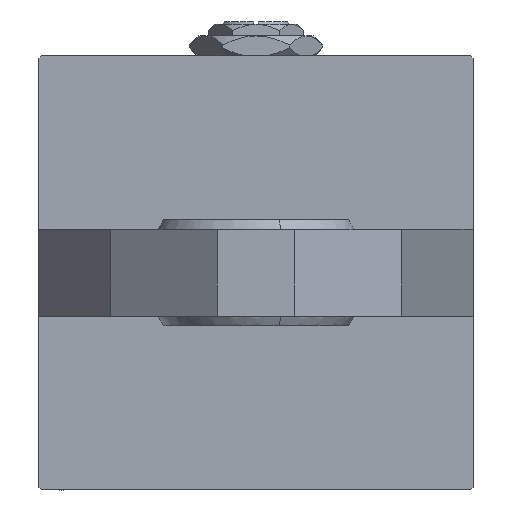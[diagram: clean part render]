
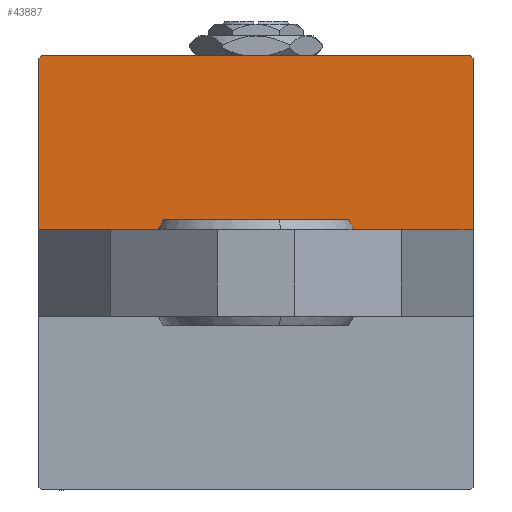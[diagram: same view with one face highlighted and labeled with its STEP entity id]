
A CAD part, left-side view. The second image highlights one B-rep face of the part: STEP entity #43887.
In plain terms, the highlighted planar face has unit normal (-1, 0, 0).
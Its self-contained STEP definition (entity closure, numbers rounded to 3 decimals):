
#2419 = DIRECTION ( 'NONE',  ( 0., 0.707, -0.707 ) ) ;
#2825 = EDGE_CURVE ( 'NONE', #15852, #38721, #49935, .T. ) ;
#5243 = CARTESIAN_POINT ( 'NONE',  ( 0., 45., 45. ) ) ;
#7522 = CARTESIAN_POINT ( 'NONE',  ( 0., 9., 45. ) ) ;
#8575 = EDGE_LOOP ( 'NONE', ( #15866, #46213, #17753, #27862, #22667, #36453 ) ) ;
#9790 = CARTESIAN_POINT ( 'NONE',  ( 0., 44.75, 44.75 ) ) ;
#10141 = EDGE_CURVE ( 'NONE', #51490, #31798, #47138, .T. ) ;
#10552 = LINE ( 'NONE', #18668, #47281 ) ;
#12476 = CARTESIAN_POINT ( 'NONE',  ( 0., 45., 45. ) ) ;
#12636 = DIRECTION ( 'NONE',  ( -1., 0., 0. ) ) ;
#15852 = VERTEX_POINT ( 'NONE', #47872 ) ;
#15866 = ORIENTED_EDGE ( 'NONE', *, *, #10141, .F. ) ;
#16430 = CARTESIAN_POINT ( 'NONE',  ( 0., 9., -45. ) ) ;
#16684 = CARTESIAN_POINT ( 'NONE',  ( 0., 44.75, -44.75 ) ) ;
#17753 = ORIENTED_EDGE ( 'NONE', *, *, #2825, .T. ) ;
#18668 = CARTESIAN_POINT ( 'NONE',  ( 0., 45., -45. ) ) ;
#19085 = VECTOR ( 'NONE', #2419, 1000. ) ;
#20473 = EDGE_CURVE ( 'NONE', #15852, #51490, #24776, .T. ) ;
#20840 = DIRECTION ( 'NONE',  ( 0., -1., 0. ) ) ;
#20990 = CARTESIAN_POINT ( 'NONE',  ( 0., 44.5, -45. ) ) ;
#22667 = ORIENTED_EDGE ( 'NONE', *, *, #30831, .T. ) ;
#23001 = DIRECTION ( 'NONE',  ( 0., 0., -1. ) ) ;
#23649 = VECTOR ( 'NONE', #20840, 1000. ) ;
#24552 = DIRECTION ( 'NONE',  ( 0., -0.707, -0.707 ) ) ;
#24776 = LINE ( 'NONE', #12476, #23649 ) ;
#25699 = DIRECTION ( 'NONE',  ( 0., 0., -1. ) ) ;
#25774 = EDGE_CURVE ( 'NONE', #34509, #31798, #10552, .T. ) ;
#26070 = VECTOR ( 'NONE', #23001, 1000. ) ;
#27421 = CARTESIAN_POINT ( 'NONE',  ( 0., 9., 45. ) ) ;
#27862 = ORIENTED_EDGE ( 'NONE', *, *, #39621, .T. ) ;
#28020 = AXIS2_PLACEMENT_3D ( 'NONE', #28863, #12636, #44638 ) ;
#28863 = CARTESIAN_POINT ( 'NONE',  ( 0., 0., 0. ) ) ;
#29366 = CARTESIAN_POINT ( 'NONE',  ( 0., 45., 44.5 ) ) ;
#30831 = EDGE_CURVE ( 'NONE', #45577, #34509, #41548, .T. ) ;
#31798 = VERTEX_POINT ( 'NONE', #16430 ) ;
#32820 = FACE_OUTER_BOUND ( 'NONE', #8575, .T. ) ;
#34509 = VERTEX_POINT ( 'NONE', #20990 ) ;
#36453 = ORIENTED_EDGE ( 'NONE', *, *, #25774, .T. ) ;
#38721 = VERTEX_POINT ( 'NONE', #29366 ) ;
#39621 = EDGE_CURVE ( 'NONE', #38721, #45577, #41726, .T. ) ;
#41548 = LINE ( 'NONE', #16684, #43319 ) ;
#41726 = LINE ( 'NONE', #5243, #50215 ) ;
#43319 = VECTOR ( 'NONE', #24552, 1000. ) ;
#43887 = ADVANCED_FACE ( 'NONE', ( #32820 ), #48572, .T. ) ;
#44638 = DIRECTION ( 'NONE',  ( 0., 0., 1. ) ) ;
#45577 = VERTEX_POINT ( 'NONE', #49533 ) ;
#46213 = ORIENTED_EDGE ( 'NONE', *, *, #20473, .F. ) ;
#46762 = DIRECTION ( 'NONE',  ( 0., -1., 0. ) ) ;
#47138 = LINE ( 'NONE', #7522, #26070 ) ;
#47281 = VECTOR ( 'NONE', #46762, 1000. ) ;
#47872 = CARTESIAN_POINT ( 'NONE',  ( 0., 44.5, 45. ) ) ;
#48572 = PLANE ( 'NONE',  #28020 ) ;
#49533 = CARTESIAN_POINT ( 'NONE',  ( 0., 45., -44.5 ) ) ;
#49935 = LINE ( 'NONE', #9790, #19085 ) ;
#50215 = VECTOR ( 'NONE', #25699, 1000. ) ;
#51490 = VERTEX_POINT ( 'NONE', #27421 ) ;
